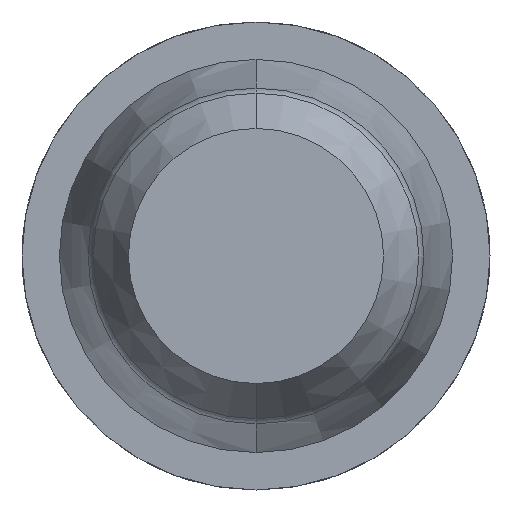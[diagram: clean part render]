
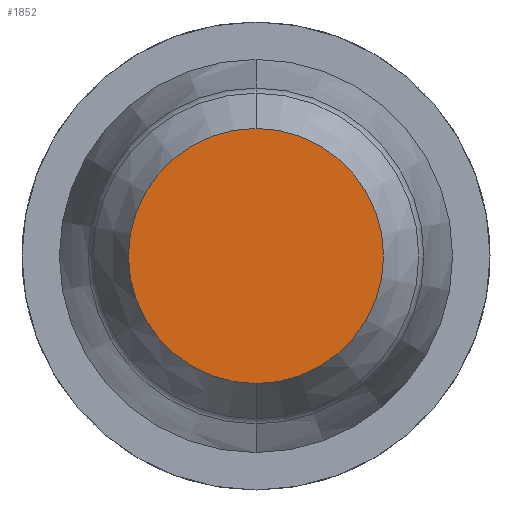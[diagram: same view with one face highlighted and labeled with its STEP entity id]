
A CAD part, front view. The second image highlights one B-rep face of the part: STEP entity #1852.
In plain terms, the highlighted planar face has unit normal (0, -1, 0).
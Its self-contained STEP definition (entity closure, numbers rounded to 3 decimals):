
#122 = ORIENTED_EDGE ( 'NONE', *, *, #197, .F. ) ;
#144 = CIRCLE ( 'NONE', #2678, 0.627 ) ;
#181 = EDGE_CURVE ( 'Defeature ausgef�hrt3_1+Defeature ausgef�hrt3_0+Defeature ausgef�hrt3_0+Defeature ausgef�hrt3_0', #1206, #3545, #1299, .T. ) ;
#197 = EDGE_CURVE ( 'Defeature ausgef�hrt3_1+Defeature ausgef�hrt3_0+Defeature ausgef�hrt3_0+Defeature ausgef�hrt3_0', #3545, #1206, #144, .T. ) ;
#299 = EDGE_LOOP ( 'NONE', ( #791, #122 ) ) ;
#576 = DIRECTION ( 'NONE',  ( 0., 1., 0. ) ) ;
#610 = CARTESIAN_POINT ( 'NONE',  ( 0., -30.5, 0. ) ) ;
#791 = ORIENTED_EDGE ( 'NONE', *, *, #181, .F. ) ;
#839 = AXIS2_PLACEMENT_3D ( 'NONE', #1421, #576, #2255 ) ;
#1154 = DIRECTION ( 'NONE',  ( 0., 1., 0. ) ) ;
#1206 = VERTEX_POINT ( 'NONE', #2442 ) ;
#1299 = CIRCLE ( 'NONE', #2493, 0.627 ) ;
#1421 = CARTESIAN_POINT ( 'NONE',  ( 0., -30.5, 0. ) ) ;
#1721 = CARTESIAN_POINT ( 'NONE',  ( 0., -30.5, 0. ) ) ;
#1852 = ADVANCED_FACE ( 'Defeature ausgef�hrt3_0', ( #1863 ), #2470, .F. ) ;
#1863 = FACE_OUTER_BOUND ( 'NONE', #299, .T. ) ;
#2255 = DIRECTION ( 'NONE',  ( 0., 0., 1. ) ) ;
#2442 = CARTESIAN_POINT ( 'NONE',  ( 0., -30.5, 0.627 ) ) ;
#2470 = PLANE ( 'NONE',  #839 ) ;
#2493 = AXIS2_PLACEMENT_3D ( 'NONE', #610, #3413, #2822 ) ;
#2678 = AXIS2_PLACEMENT_3D ( 'NONE', #1721, #1154, #2839 ) ;
#2822 = DIRECTION ( 'NONE',  ( 0., 0., 1. ) ) ;
#2839 = DIRECTION ( 'NONE',  ( 0., 0., 1. ) ) ;
#3105 = CARTESIAN_POINT ( 'NONE',  ( 0., -30.5, -0.627 ) ) ;
#3413 = DIRECTION ( 'NONE',  ( 0., 1., 0. ) ) ;
#3545 = VERTEX_POINT ( 'NONE', #3105 ) ;
